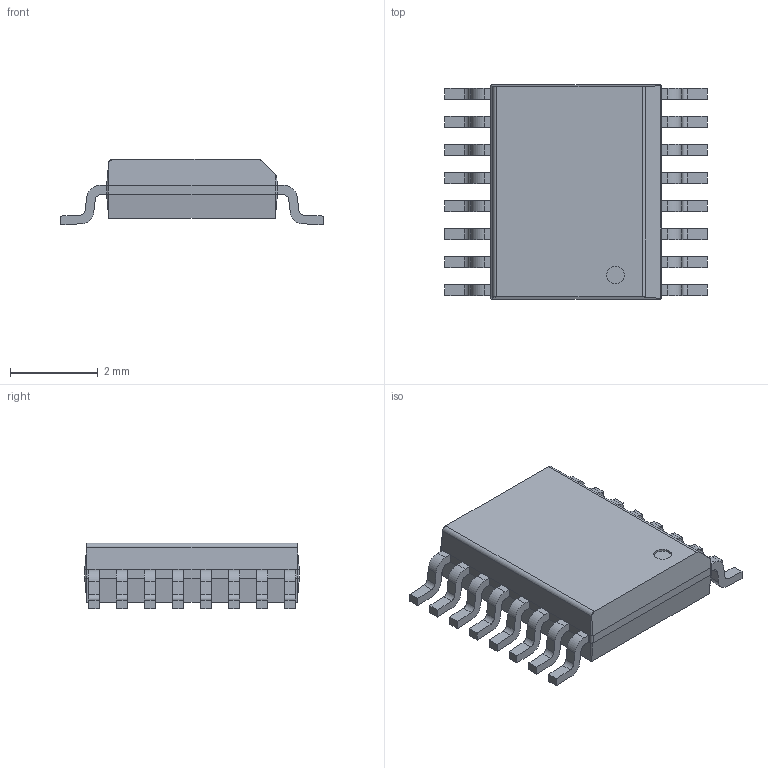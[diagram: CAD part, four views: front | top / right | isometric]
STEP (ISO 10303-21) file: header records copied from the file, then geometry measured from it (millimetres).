
FILE_DESCRIPTION(('FreeCAD Model'),'2;1');
FILE_NAME('Open CASCADE Shape Model','2025-03-26T16:29:02',('Author'),( ''),'Open CASCADE STEP processor 7.8','FreeCAD','Unknown');
FILE_SCHEMA(('AUTOMOTIVE_DESIGN { 1 0 10303 214 1 1 1 1 }'));
Length unit declared in the file: millimetre
Products named in the file (5): smd_ic_qsop_16; Array (Mirror #2); Array; Body001; Body
Assembly tree (11 placements, depth 3):
  smd_ic_qsop_16
    Array (Mirror #2)
    Array
      Body001  x8
    Body
Bounding box: 5.99 x 4.9 x 1.5 mm (x, y, z)
Volume: 26.2 mm3; surface area: 82.4 mm2
Topology: 17 solids, 17 shells, 257 faces, 652 edges, 426 vertices
Faces by surface type: plane 176, cylinder 71, bspline 6, cone 4
Full cylindrical faces by diameter (mm): 0.4 x1
Entity records: 5128 total; most frequent: CARTESIAN_POINT 1111, ORIENTED_EDGE 792, DIRECTION 788, EDGE_CURVE 396, LINE 290, VECTOR 290, VERTEX_POINT 258, AXIS2_PLACEMENT_3D 249
